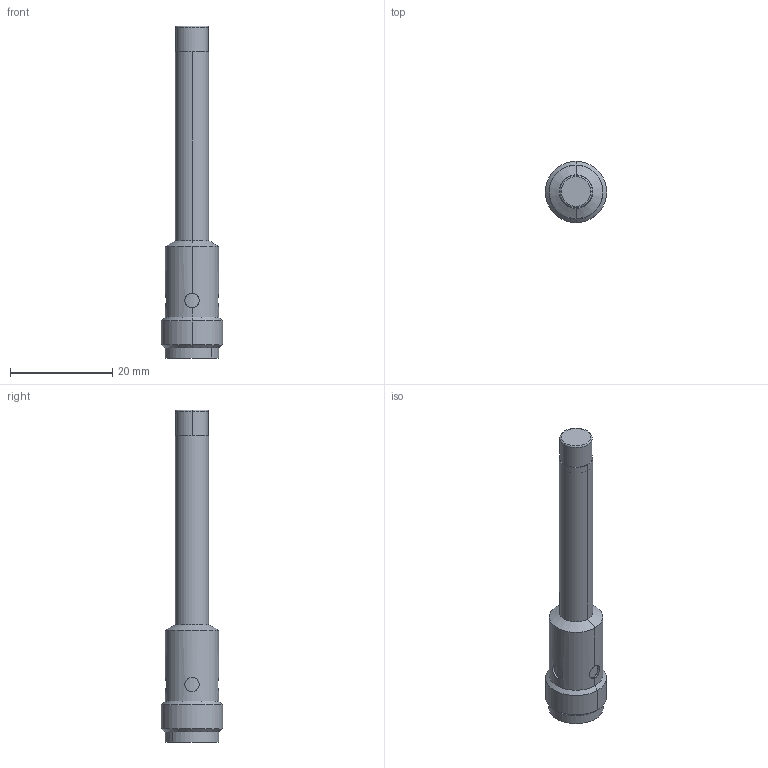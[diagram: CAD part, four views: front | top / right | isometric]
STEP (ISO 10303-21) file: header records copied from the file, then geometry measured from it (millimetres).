
FILE_DESCRIPTION((''),'2;1');
FILE_NAME('DM_CAD-6057_03ADQ3_11_ASM','2018-10-23T',('creinig-se'),(''),'PRO/ENGINEER BY PARAMETRIC TECHNOLOGY CORPORATION, 2015440','PRO/ENGINEER BY PARAMETRIC TECHNOLOGY CORPORATION, 2015440','');
FILE_SCHEMA(('CONFIG_CONTROL_DESIGN'));
Length unit declared in the file: millimetre
Products named in the file (4): DM_CAD-6043_04BB29; DM_CAD-6055_04D8X4_11; DM_CAD-6054_V1_M12_4POL; DM_CAD-6057_03ADQ3_11_ASM
Assembly tree (3 placements, depth 2):
  DM_CAD-6057_03ADQ3_11_ASM
    DM_CAD-6043_04BB29
    DM_CAD-6055_04D8X4_11
    DM_CAD-6054_V1_M12_4POL
Bounding box: 12 x 12 x 65 mm (x, y, z)
Volume: 2726.6 mm3; surface area: 3563.9 mm2
Topology: 3 solids, 3 shells, 98 faces, 298 edges, 232 vertices
Faces by surface type: cylinder 43, cone 30, plane 15, sphere 8, torus 2
Entity records: 4549 total; most frequent: CARTESIAN_POINT 786, DIRECTION 626, ORIENTED_EDGE 428, PRESENTATION_STYLE_ASSIGNMENT 315, STYLED_ITEM 315, CURVE_STYLE 306, AXIS2_PLACEMENT_3D 242, EDGE_CURVE 214
